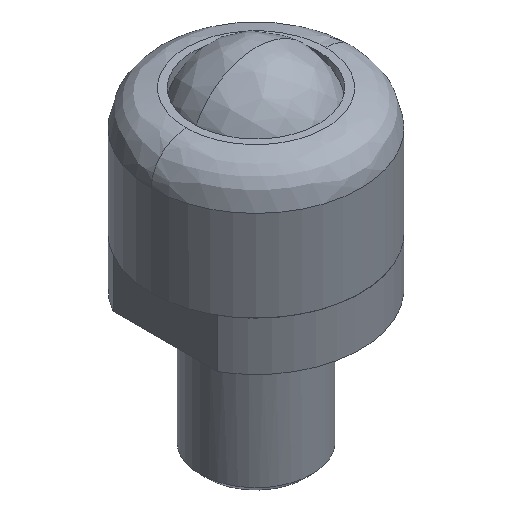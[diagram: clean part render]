
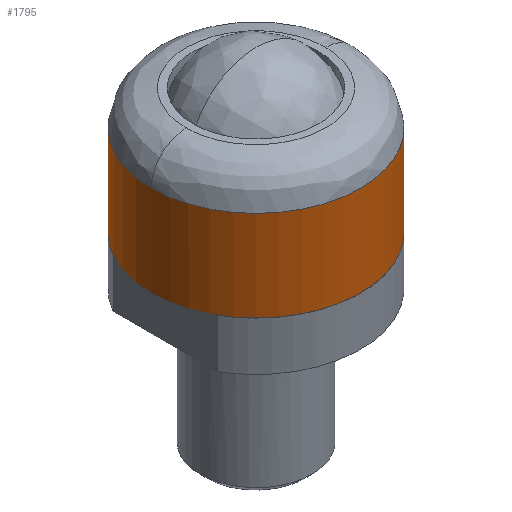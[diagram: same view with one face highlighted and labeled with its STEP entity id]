
A CAD part, isometric view. The second image highlights one B-rep face of the part: STEP entity #1795.
In plain terms, the highlighted free-form (B-spline) face has degree [2, 1] with [5, 2] control points.
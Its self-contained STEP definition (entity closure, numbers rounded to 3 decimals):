
#1122=CARTESIAN_POINT('',(-7.5,0.0,0.0));
#1123=VERTEX_POINT('',#1122);
#1124=CARTESIAN_POINT('',(-5.44,5.163,0.));
#1125=VERTEX_POINT('',#1124);
#1126=CARTESIAN_POINT('',(-7.5,0.0,0.0));
#1127=CARTESIAN_POINT('',(-7.5,0.563,0.));
#1128=CARTESIAN_POINT('',(-7.408,1.379,0.));
#1129=CARTESIAN_POINT('',(-7.1,2.465,0.));
#1130=CARTESIAN_POINT('',(-6.774,3.262,0.));
#1131=CARTESIAN_POINT('',(-6.244,4.209,0.));
#1132=CARTESIAN_POINT('',(-5.767,4.818,0.));
#1133=CARTESIAN_POINT('',(-5.44,5.163,0.));
#1134=B_SPLINE_CURVE_WITH_KNOTS('',3,(#1126,#1127,#1128,#1129,#1130,#1131,#1132,#1133),.UNSPECIFIED.,.F.,.U.,(4,1,1,1,1,4),(0.,1.69,2.447,3.381,4.271,5.694),.UNSPECIFIED.);
#1135=EDGE_CURVE('',#1123,#1125,#1134,.T.);
#1170=CARTESIAN_POINT('',(5.44,-5.163,0.));
#1171=VERTEX_POINT('',#1170);
#1183=CARTESIAN_POINT('',(0.,-7.5,0.0));
#1184=VERTEX_POINT('',#1183);
#1185=CARTESIAN_POINT('',(5.44,-5.163,0.));
#1186=CARTESIAN_POINT('',(5.102,-5.519,0.));
#1187=CARTESIAN_POINT('',(4.524,-6.019,0.));
#1188=CARTESIAN_POINT('',(3.623,-6.585,0.));
#1189=CARTESIAN_POINT('',(2.922,-6.922,0.));
#1190=CARTESIAN_POINT('',(2.146,-7.201,0.));
#1191=CARTESIAN_POINT('',(1.205,-7.432,0.));
#1192=CARTESIAN_POINT('',(0.444,-7.5,0.));
#1193=CARTESIAN_POINT('',(0.,-7.5,0.0));
#1194=B_SPLINE_CURVE_WITH_KNOTS('',3,(#1185,#1186,#1187,#1188,#1189,#1190,#1191,#1192,#1193),.UNSPECIFIED.,.F.,.U.,(4,1,1,1,1,1,4),(0.,1.474,2.283,3.186,3.804,4.755,6.087),.UNSPECIFIED.);
#1195=EDGE_CURVE('',#1171,#1184,#1194,.T.);
#1197=CARTESIAN_POINT('',(0.,-7.5,0.0));
#1198=CARTESIAN_POINT('',(-0.445,-7.5,0.0));
#1199=CARTESIAN_POINT('',(-1.243,-7.429,0.0));
#1200=CARTESIAN_POINT('',(-2.286,-7.164,0.0));
#1201=CARTESIAN_POINT('',(-3.158,-6.821,0.0));
#1202=CARTESIAN_POINT('',(-4.053,-6.343,0.0));
#1203=CARTESIAN_POINT('',(-4.943,-5.683,0.0));
#1204=CARTESIAN_POINT('',(-5.824,-4.78,0.0));
#1205=CARTESIAN_POINT('',(-6.501,-3.806,0.0));
#1206=CARTESIAN_POINT('',(-6.964,-2.834,0.0));
#1207=CARTESIAN_POINT('',(-7.261,-1.946,0.0));
#1208=CARTESIAN_POINT('',(-7.452,-1.028,0.0));
#1209=CARTESIAN_POINT('',(-7.5,-0.353,0.0));
#1210=CARTESIAN_POINT('',(-7.5,0.0,0.0));
#1211=B_SPLINE_CURVE_WITH_KNOTS('',3,(#1197,#1198,#1199,#1200,#1201,#1202,#1203,#1204,#1205,#1206,#1207,#1208,#1209,#1210),.UNSPECIFIED.,.F.,.U.,(4,1,1,1,1,1,1,1,1,1,1,4),(0.,1.335,2.393,3.221,4.142,5.43,6.535,7.915,8.974,9.756,10.723,11.781),.UNSPECIFIED.);
#1212=EDGE_CURVE('',#1184,#1123,#1211,.T.);
#1663=CARTESIAN_POINT('',(-5.44,5.163,6.5));
#1664=VERTEX_POINT('',#1663);
#1665=CARTESIAN_POINT('',(-5.44,5.163,6.5));
#1666=CARTESIAN_POINT('',(-5.44,5.163,0.));
#1667=QUASI_UNIFORM_CURVE('',1,(#1665,#1666),.UNSPECIFIED.,.F.,.U.);
#1668=EDGE_CURVE('',#1664,#1125,#1667,.T.);
#1703=CARTESIAN_POINT('',(5.44,-5.163,6.5));
#1704=VERTEX_POINT('',#1703);
#1717=CARTESIAN_POINT('',(5.44,-5.163,6.5));
#1718=CARTESIAN_POINT('',(5.44,-5.163,0.));
#1719=QUASI_UNIFORM_CURVE('',1,(#1717,#1718),.UNSPECIFIED.,.F.,.U.);
#1720=EDGE_CURVE('',#1704,#1171,#1719,.T.);
#1727=CARTESIAN_POINT('',(5.44,-5.163,6.663));
#1728=CARTESIAN_POINT('',(0.278,-10.603,6.663));
#1729=CARTESIAN_POINT('',(-5.163,-5.44,6.663));
#1730=CARTESIAN_POINT('',(-10.603,-0.278,6.663));
#1731=CARTESIAN_POINT('',(-5.44,5.163,6.663));
#1732=CARTESIAN_POINT('',(5.44,-5.163,-0.167));
#1733=CARTESIAN_POINT('',(0.278,-10.603,-0.167));
#1734=CARTESIAN_POINT('',(-5.163,-5.44,-0.167));
#1735=CARTESIAN_POINT('',(-10.603,-0.278,-0.167));
#1736=CARTESIAN_POINT('',(-5.44,5.163,-0.167));
#1744=(BOUNDED_SURFACE()B_SPLINE_SURFACE(2,1,((#1727,#1732),(#1728,#1733),(#1729,#1734),(#1730,#1735),(#1731,#1736)),.UNSPECIFIED.,.F.,.F.,.U.)B_SPLINE_SURFACE_WITH_KNOTS((3,2,3),(2,2),(0.0,12.426,24.853),(0.0,6.829),.UNSPECIFIED.)GEOMETRIC_REPRESENTATION_ITEM()RATIONAL_B_SPLINE_SURFACE(((1.0,1.0),(0.707,0.707),(1.0,1.0),(0.707,0.707),(1.0,1.0)))REPRESENTATION_ITEM('')SURFACE());
#1745=ORIENTED_EDGE('',*,*,#1135,.F.);
#1746=ORIENTED_EDGE('',*,*,#1212,.F.);
#1747=ORIENTED_EDGE('',*,*,#1195,.F.);
#1748=ORIENTED_EDGE('',*,*,#1720,.F.);
#1749=CARTESIAN_POINT('',(0.,-7.5,6.5));
#1750=VERTEX_POINT('',#1749);
#1751=CARTESIAN_POINT('',(5.44,-5.163,6.5));
#1752=CARTESIAN_POINT('',(5.102,-5.519,6.5));
#1753=CARTESIAN_POINT('',(4.524,-6.019,6.5));
#1754=CARTESIAN_POINT('',(3.529,-6.644,6.5));
#1755=CARTESIAN_POINT('',(2.558,-7.084,6.5));
#1756=CARTESIAN_POINT('',(1.331,-7.418,6.5));
#1757=CARTESIAN_POINT('',(0.476,-7.5,6.5));
#1758=CARTESIAN_POINT('',(0.,-7.5,6.5));
#1759=B_SPLINE_CURVE_WITH_KNOTS('',3,(#1751,#1752,#1753,#1754,#1755,#1756,#1757,#1758),.UNSPECIFIED.,.F.,.U.,(4,1,1,1,1,4),(0.,1.474,2.283,3.519,4.66,6.087),.UNSPECIFIED.);
#1760=EDGE_CURVE('',#1704,#1750,#1759,.T.);
#1761=ORIENTED_EDGE('',*,*,#1760,.T.);
#1762=CARTESIAN_POINT('',(-7.5,0.,6.5));
#1763=VERTEX_POINT('',#1762);
#1764=CARTESIAN_POINT('',(0.,-7.5,6.5));
#1765=CARTESIAN_POINT('',(-0.383,-7.5,6.5));
#1766=CARTESIAN_POINT('',(-1.227,-7.435,6.5));
#1767=CARTESIAN_POINT('',(-2.378,-7.147,6.5));
#1768=CARTESIAN_POINT('',(-3.48,-6.674,6.5));
#1769=CARTESIAN_POINT('',(-4.305,-6.166,6.5));
#1770=CARTESIAN_POINT('',(-5.059,-5.559,6.5));
#1771=CARTESIAN_POINT('',(-5.718,-4.892,6.5));
#1772=CARTESIAN_POINT('',(-6.286,-4.126,6.5));
#1773=CARTESIAN_POINT('',(-6.755,-3.297,6.5));
#1774=CARTESIAN_POINT('',(-7.138,-2.391,6.5));
#1775=CARTESIAN_POINT('',(-7.429,-1.258,6.5));
#1776=CARTESIAN_POINT('',(-7.5,-0.43,6.5));
#1777=CARTESIAN_POINT('',(-7.5,0.,6.5));
#1778=B_SPLINE_CURVE_WITH_KNOTS('',3,(#1764,#1765,#1766,#1767,#1768,#1769,#1770,#1771,#1772,#1773,#1774,#1775,#1776,#1777),.UNSPECIFIED.,.F.,.U.,(4,1,1,1,1,1,1,1,1,1,1,4),(0.,1.15,2.531,3.544,4.74,5.43,6.443,7.547,8.284,9.296,10.492,11.781),.UNSPECIFIED.);
#1779=EDGE_CURVE('',#1750,#1763,#1778,.T.);
#1780=ORIENTED_EDGE('',*,*,#1779,.T.);
#1781=CARTESIAN_POINT('',(-7.5,0.,6.5));
#1782=CARTESIAN_POINT('',(-7.5,0.519,6.5));
#1783=CARTESIAN_POINT('',(-7.417,1.32,6.5));
#1784=CARTESIAN_POINT('',(-7.122,2.409,6.5));
#1785=CARTESIAN_POINT('',(-6.764,3.291,6.5));
#1786=CARTESIAN_POINT('',(-6.219,4.246,6.5));
#1787=CARTESIAN_POINT('',(-5.736,4.851,6.5));
#1788=CARTESIAN_POINT('',(-5.44,5.163,6.5));
#1789=B_SPLINE_CURVE_WITH_KNOTS('',3,(#1781,#1782,#1783,#1784,#1785,#1786,#1787,#1788),.UNSPECIFIED.,.F.,.U.,(4,1,1,1,1,4),(0.,1.557,2.402,3.381,4.404,5.694),.UNSPECIFIED.);
#1790=EDGE_CURVE('',#1763,#1664,#1789,.T.);
#1791=ORIENTED_EDGE('',*,*,#1790,.T.);
#1792=ORIENTED_EDGE('',*,*,#1668,.T.);
#1793=EDGE_LOOP('',(#1745,#1746,#1747,#1748,#1761,#1780,#1791,#1792));
#1794=FACE_OUTER_BOUND('',#1793,.T.);
#1795=ADVANCED_FACE('',(#1794),#1744,.T.);
